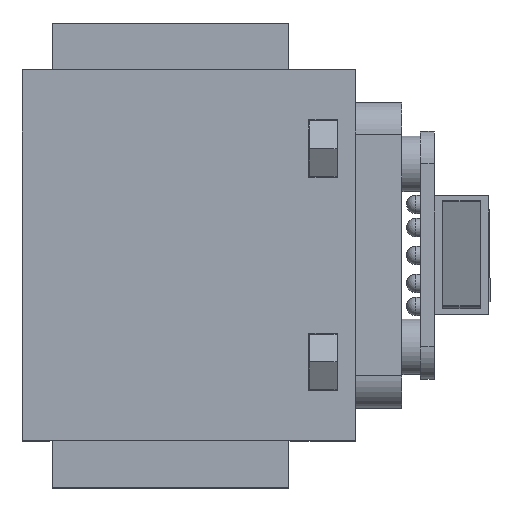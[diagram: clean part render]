
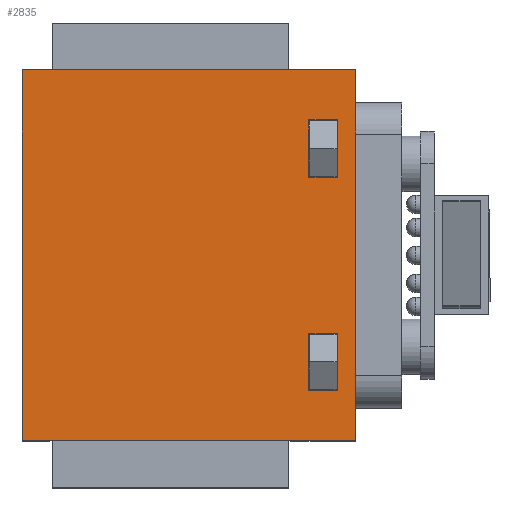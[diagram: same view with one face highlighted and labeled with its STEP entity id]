
A CAD part, top view. The second image highlights one B-rep face of the part: STEP entity #2835.
In plain terms, the highlighted planar face has unit normal (0, 0, 1).
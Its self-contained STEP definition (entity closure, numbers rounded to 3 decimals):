
#279=LINE('',#4524,#552);
#289=LINE('',#4552,#562);
#326=LINE('',#4652,#599);
#330=LINE('',#4660,#603);
#333=LINE('',#4666,#606);
#336=LINE('',#4671,#609);
#338=LINE('',#4677,#611);
#342=LINE('',#4685,#615);
#345=LINE('',#4691,#618);
#348=LINE('',#4696,#621);
#350=LINE('',#4701,#623);
#351=LINE('',#4703,#624);
#552=VECTOR('',#3700,10.);
#562=VECTOR('',#3728,10.);
#599=VECTOR('',#3831,10.);
#603=VECTOR('',#3837,10.);
#606=VECTOR('',#3842,10.);
#609=VECTOR('',#3847,10.);
#611=VECTOR('',#3853,10.);
#615=VECTOR('',#3859,10.);
#618=VECTOR('',#3864,10.);
#621=VECTOR('',#3869,10.);
#623=VECTOR('',#3877,10.);
#624=VECTOR('',#3880,10.);
#687=FACE_BOUND('',#1008,.T.);
#688=FACE_BOUND('',#1009,.T.);
#828=FACE_OUTER_BOUND('',#1007,.T.);
#1007=EDGE_LOOP('',(#2399,#2400,#2401,#2402));
#1008=EDGE_LOOP('',(#2403,#2404,#2405,#2406));
#1009=EDGE_LOOP('',(#2407,#2408,#2409,#2410));
#1311=VERTEX_POINT('',#4521);
#1312=VERTEX_POINT('',#4523);
#1320=VERTEX_POINT('',#4549);
#1321=VERTEX_POINT('',#4551);
#1350=VERTEX_POINT('',#4650);
#1351=VERTEX_POINT('',#4651);
#1354=VERTEX_POINT('',#4659);
#1356=VERTEX_POINT('',#4665);
#1358=VERTEX_POINT('',#4675);
#1359=VERTEX_POINT('',#4676);
#1362=VERTEX_POINT('',#4684);
#1364=VERTEX_POINT('',#4690);
#1635=EDGE_CURVE('',#1311,#1312,#279,.T.);
#1649=EDGE_CURVE('',#1320,#1321,#289,.T.);
#1700=EDGE_CURVE('',#1350,#1351,#326,.T.);
#1704=EDGE_CURVE('',#1354,#1350,#330,.T.);
#1707=EDGE_CURVE('',#1356,#1354,#333,.T.);
#1710=EDGE_CURVE('',#1351,#1356,#336,.T.);
#1712=EDGE_CURVE('',#1358,#1359,#338,.T.);
#1716=EDGE_CURVE('',#1362,#1358,#342,.T.);
#1719=EDGE_CURVE('',#1364,#1362,#345,.T.);
#1722=EDGE_CURVE('',#1359,#1364,#348,.T.);
#1724=EDGE_CURVE('',#1311,#1321,#350,.T.);
#1725=EDGE_CURVE('',#1312,#1320,#351,.T.);
#2399=ORIENTED_EDGE('',*,*,#1724,.T.);
#2400=ORIENTED_EDGE('',*,*,#1649,.F.);
#2401=ORIENTED_EDGE('',*,*,#1725,.F.);
#2402=ORIENTED_EDGE('',*,*,#1635,.F.);
#2403=ORIENTED_EDGE('',*,*,#1700,.T.);
#2404=ORIENTED_EDGE('',*,*,#1710,.T.);
#2405=ORIENTED_EDGE('',*,*,#1707,.T.);
#2406=ORIENTED_EDGE('',*,*,#1704,.T.);
#2407=ORIENTED_EDGE('',*,*,#1712,.T.);
#2408=ORIENTED_EDGE('',*,*,#1722,.T.);
#2409=ORIENTED_EDGE('',*,*,#1719,.T.);
#2410=ORIENTED_EDGE('',*,*,#1716,.T.);
#2631=PLANE('',#3146);
#2835=ADVANCED_FACE('',(#828,#687,#688),#2631,.T.);
#3146=AXIS2_PLACEMENT_3D('',#4702,#3878,#3879);
#3700=DIRECTION('',(1.,0.,0.));
#3728=DIRECTION('',(-1.,0.,0.));
#3831=DIRECTION('',(0.,1.,0.));
#3837=DIRECTION('',(-1.,0.,0.));
#3842=DIRECTION('',(0.,-1.,0.));
#3847=DIRECTION('',(1.,0.,0.));
#3853=DIRECTION('',(0.,1.,0.));
#3859=DIRECTION('',(-1.,0.,0.));
#3864=DIRECTION('',(0.,-1.,0.));
#3869=DIRECTION('',(1.,0.,0.));
#3877=DIRECTION('',(0.,-1.,0.));
#3878=DIRECTION('center_axis',(0.,0.,1.));
#3879=DIRECTION('ref_axis',(-1.,0.,0.));
#3880=DIRECTION('',(0.,-1.,0.));
#4521=CARTESIAN_POINT('',(-3.25,45.,86.75));
#4523=CARTESIAN_POINT('',(32.75,45.,86.75));
#4524=CARTESIAN_POINT('',(32.75,45.,86.75));
#4549=CARTESIAN_POINT('',(32.75,5.,86.75));
#4551=CARTESIAN_POINT('',(-3.25,5.,86.75));
#4552=CARTESIAN_POINT('',(32.75,5.,86.75));
#4650=CARTESIAN_POINT('',(27.7,10.4,86.75));
#4651=CARTESIAN_POINT('',(27.7,16.6,86.75));
#4652=CARTESIAN_POINT('',(27.7,17.7,86.75));
#4659=CARTESIAN_POINT('',(30.8,10.4,86.75));
#4660=CARTESIAN_POINT('',(31.775,10.4,86.75));
#4665=CARTESIAN_POINT('',(30.8,16.6,86.75));
#4666=CARTESIAN_POINT('',(30.8,20.8,86.75));
#4671=CARTESIAN_POINT('',(30.225,16.6,86.75));
#4675=CARTESIAN_POINT('',(27.7,33.4,86.75));
#4676=CARTESIAN_POINT('',(27.7,39.6,86.75));
#4677=CARTESIAN_POINT('',(27.7,29.2,86.75));
#4684=CARTESIAN_POINT('',(30.8,33.4,86.75));
#4685=CARTESIAN_POINT('',(31.775,33.4,86.75));
#4690=CARTESIAN_POINT('',(30.8,39.6,86.75));
#4691=CARTESIAN_POINT('',(30.8,32.3,86.75));
#4696=CARTESIAN_POINT('',(30.225,39.6,86.75));
#4701=CARTESIAN_POINT('',(-3.25,25.,86.75));
#4702=CARTESIAN_POINT('Origin',(32.75,25.,86.75));
#4703=CARTESIAN_POINT('',(32.75,25.,86.75));
